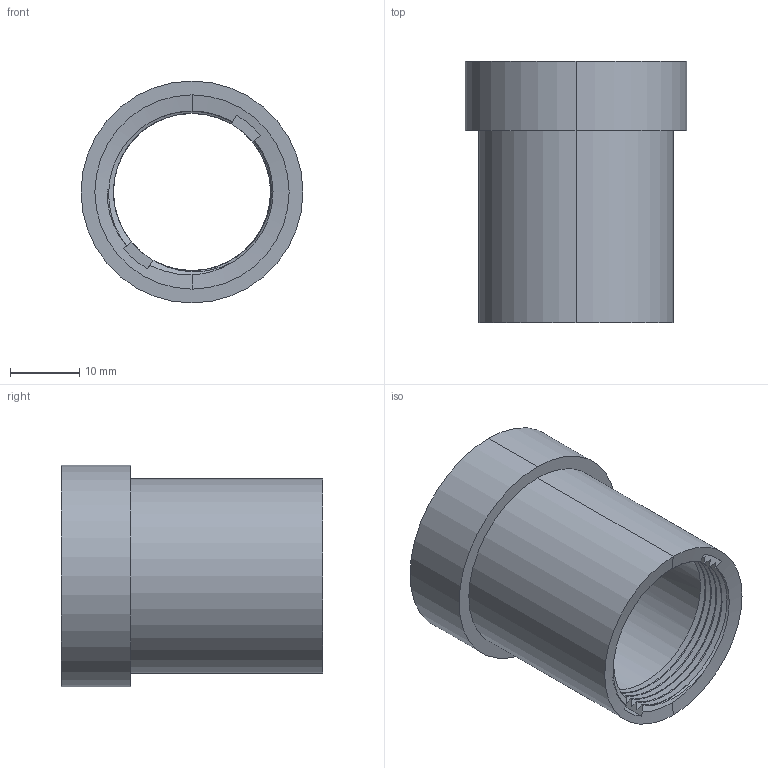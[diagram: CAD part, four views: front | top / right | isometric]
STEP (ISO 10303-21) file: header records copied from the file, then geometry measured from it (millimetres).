
FILE_DESCRIPTION (( 'STEP AP203' ), '1' );
FILE_NAME ('蚰菁璃_蚰湖荂菁.STEP', '2023-05-07T12:09:04', ( '' ), ( '' ), 'SwSTEP 2.0', 'SolidWorks 2018', '' );
FILE_SCHEMA (( 'CONFIG_CONTROL_DESIGN' ));
Length unit declared in the file: millimetre
Products named in the file (1): 蚰菁璃_蚰湖荂菁
Bounding box: 32 x 37.7 x 32 mm (x, y, z)
Volume: 8827.9 mm3; surface area: 7657.4 mm2
Topology: 1 solids, 1 shells, 70 faces, 200 edges, 132 vertices
Faces by surface type: cylinder 23, bspline 23, plane 19, cone 5
Entity records: 6813 total; most frequent: CARTESIAN_POINT 5232, ORIENTED_EDGE 400, DIRECTION 236, EDGE_CURVE 200, VERTEX_POINT 132, AXIS2_PLACEMENT_3D 80, VECTOR 76, LINE 76
